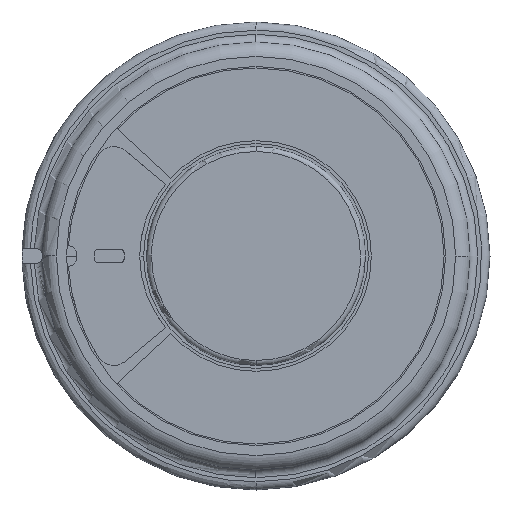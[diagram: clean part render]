
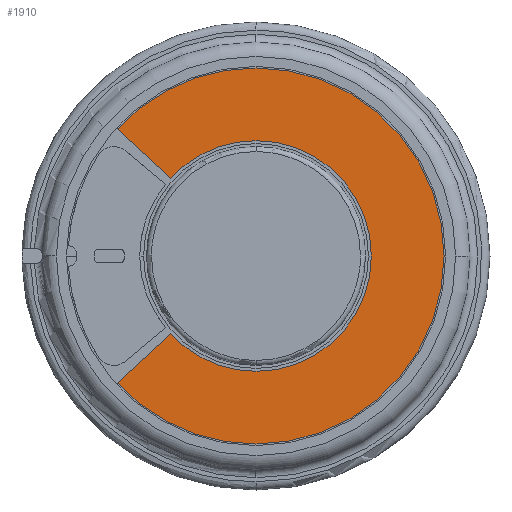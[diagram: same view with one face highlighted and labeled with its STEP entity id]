
A CAD part, left-side view. The second image highlights one B-rep face of the part: STEP entity #1910.
In plain terms, the highlighted planar face has unit normal (-1, 0, 0).
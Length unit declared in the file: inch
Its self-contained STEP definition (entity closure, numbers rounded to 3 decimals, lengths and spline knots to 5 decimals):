
#8 = VERTEX_POINT ( 'NONE', #2025 ) ;
#52 = ORIENTED_EDGE ( 'NONE', *, *, #160, .T. ) ;
#136 = DIRECTION ( 'NONE',  ( -1., 0., 0. ) ) ;
#154 = DIRECTION ( 'NONE',  ( 0., 0., 1. ) ) ;
#160 = EDGE_CURVE ( 'NONE', #2620, #2606, #1037, .T. ) ;
#181 = EDGE_CURVE ( 'NONE', #2606, #2026, #1920, .T. ) ;
#194 = CARTESIAN_POINT ( 'NONE',  ( 0.04386, 0., -0.27165 ) ) ;
#252 = CARTESIAN_POINT ( 'NONE',  ( 0.04386, 0., 0.27165 ) ) ;
#284 = VERTEX_POINT ( 'NONE', #1567 ) ;
#344 = EDGE_CURVE ( 'NONE', #723, #2142, #1589, .T. ) ;
#475 = AXIS2_PLACEMENT_3D ( 'NONE', #839, #1088, #2638 ) ;
#492 = EDGE_CURVE ( 'NONE', #2142, #284, #971, .T. ) ;
#554 = DIRECTION ( 'NONE',  ( 1., 0., 0. ) ) ;
#612 = ORIENTED_EDGE ( 'NONE', *, *, #2011, .T. ) ;
#680 = AXIS2_PLACEMENT_3D ( 'NONE', #2153, #2897, #1584 ) ;
#699 = CARTESIAN_POINT ( 'NONE',  ( 0.04386, 0., 0. ) ) ;
#723 = VERTEX_POINT ( 'NONE', #2268 ) ;
#764 = DIRECTION ( 'NONE',  ( -1., 0., 0. ) ) ;
#777 = CARTESIAN_POINT ( 'NONE',  ( 0.04386, 0., -0.44291 ) ) ;
#807 = ORIENTED_EDGE ( 'NONE', *, *, #1914, .T. ) ;
#808 = AXIS2_PLACEMENT_3D ( 'NONE', #950, #2322, #3101 ) ;
#839 = CARTESIAN_POINT ( 'NONE',  ( 0.04386, 0., 0. ) ) ;
#950 = CARTESIAN_POINT ( 'NONE',  ( 0.04386, 0.34195, -0.46076 ) ) ;
#971 = CIRCLE ( 'NONE', #1737, 0.44291 ) ;
#988 = VECTOR ( 'NONE', #2828, 39.37008 ) ;
#1037 = CIRCLE ( 'NONE', #475, 0.27165 ) ;
#1048 = AXIS2_PLACEMENT_3D ( 'NONE', #699, #764, #1813 ) ;
#1088 = DIRECTION ( 'NONE',  ( 1., 0., 0. ) ) ;
#1107 = ORIENTED_EDGE ( 'NONE', *, *, #2042, .T. ) ;
#1139 = FACE_OUTER_BOUND ( 'NONE', #1636, .T. ) ;
#1246 = CARTESIAN_POINT ( 'NONE',  ( 0.04386, 0., 0. ) ) ;
#1264 = DIRECTION ( 'NONE',  ( 0., 0.737, -0.676 ) ) ;
#1407 = ORIENTED_EDGE ( 'NONE', *, *, #2149, .T. ) ;
#1563 = ORIENTED_EDGE ( 'NONE', *, *, #492, .T. ) ;
#1567 = CARTESIAN_POINT ( 'NONE',  ( 0.04386, 0., 0.44291 ) ) ;
#1584 = DIRECTION ( 'NONE',  ( 0., 0., 1. ) ) ;
#1589 = CIRCLE ( 'NONE', #680, 0.44291 ) ;
#1623 = DIRECTION ( 'NONE',  ( 1., 0., 0. ) ) ;
#1636 = EDGE_LOOP ( 'NONE', ( #3266, #1563, #612, #807, #1107, #52, #3376, #1407 ) ) ;
#1703 = VECTOR ( 'NONE', #1264, 39.37008 ) ;
#1737 = AXIS2_PLACEMENT_3D ( 'NONE', #1246, #136, #154 ) ;
#1813 = DIRECTION ( 'NONE',  ( 0., 0., 1. ) ) ;
#1832 = DIRECTION ( 'NONE',  ( 0., 0., 1. ) ) ;
#1910 = ADVANCED_FACE ( 'NONE', ( #1139 ), #1953, .T. ) ;
#1914 = EDGE_CURVE ( 'NONE', #2838, #8, #2809, .T. ) ;
#1920 = CIRCLE ( 'NONE', #2474, 0.27165 ) ;
#1953 = PLANE ( 'NONE',  #808 ) ;
#2011 = EDGE_CURVE ( 'NONE', #284, #2838, #2482, .T. ) ;
#2025 = CARTESIAN_POINT ( 'NONE',  ( 0.04386, 0.20028, 0.18353 ) ) ;
#2026 = VERTEX_POINT ( 'NONE', #2338 ) ;
#2042 = EDGE_CURVE ( 'NONE', #8, #2620, #2983, .T. ) ;
#2132 = CARTESIAN_POINT ( 'NONE',  ( 0.04386, 0., 0. ) ) ;
#2142 = VERTEX_POINT ( 'NONE', #777 ) ;
#2149 = EDGE_CURVE ( 'NONE', #2026, #723, #3146, .T. ) ;
#2153 = CARTESIAN_POINT ( 'NONE',  ( 0.04386, 0., 0. ) ) ;
#2268 = CARTESIAN_POINT ( 'NONE',  ( 0.04386, 0.32655, -0.29923 ) ) ;
#2322 = DIRECTION ( 'NONE',  ( -1., 0., 0. ) ) ;
#2338 = CARTESIAN_POINT ( 'NONE',  ( 0.04386, 0.20028, -0.18353 ) ) ;
#2408 = DIRECTION ( 'NONE',  ( 0., 0., 1. ) ) ;
#2474 = AXIS2_PLACEMENT_3D ( 'NONE', #3209, #1623, #2408 ) ;
#2482 = CIRCLE ( 'NONE', #1048, 0.44291 ) ;
#2606 = VERTEX_POINT ( 'NONE', #194 ) ;
#2620 = VERTEX_POINT ( 'NONE', #252 ) ;
#2638 = DIRECTION ( 'NONE',  ( 0., 0., 1. ) ) ;
#2809 = LINE ( 'NONE', #3340, #988 ) ;
#2828 = DIRECTION ( 'NONE',  ( 0., -0.737, -0.676 ) ) ;
#2834 = CARTESIAN_POINT ( 'NONE',  ( 0.04386, 0.32655, 0.29923 ) ) ;
#2838 = VERTEX_POINT ( 'NONE', #2834 ) ;
#2897 = DIRECTION ( 'NONE',  ( -1., 0., 0. ) ) ;
#2931 = AXIS2_PLACEMENT_3D ( 'NONE', #2132, #554, #1832 ) ;
#2983 = CIRCLE ( 'NONE', #2931, 0.27165 ) ;
#3101 = DIRECTION ( 'NONE',  ( 0., -1., 0. ) ) ;
#3110 = CARTESIAN_POINT ( 'NONE',  ( 0.04386, 0.26342, -0.24138 ) ) ;
#3146 = LINE ( 'NONE', #3110, #1703 ) ;
#3209 = CARTESIAN_POINT ( 'NONE',  ( 0.04386, 0., 0. ) ) ;
#3266 = ORIENTED_EDGE ( 'NONE', *, *, #344, .T. ) ;
#3340 = CARTESIAN_POINT ( 'NONE',  ( 0.04386, 0.26342, 0.24138 ) ) ;
#3376 = ORIENTED_EDGE ( 'NONE', *, *, #181, .T. ) ;
